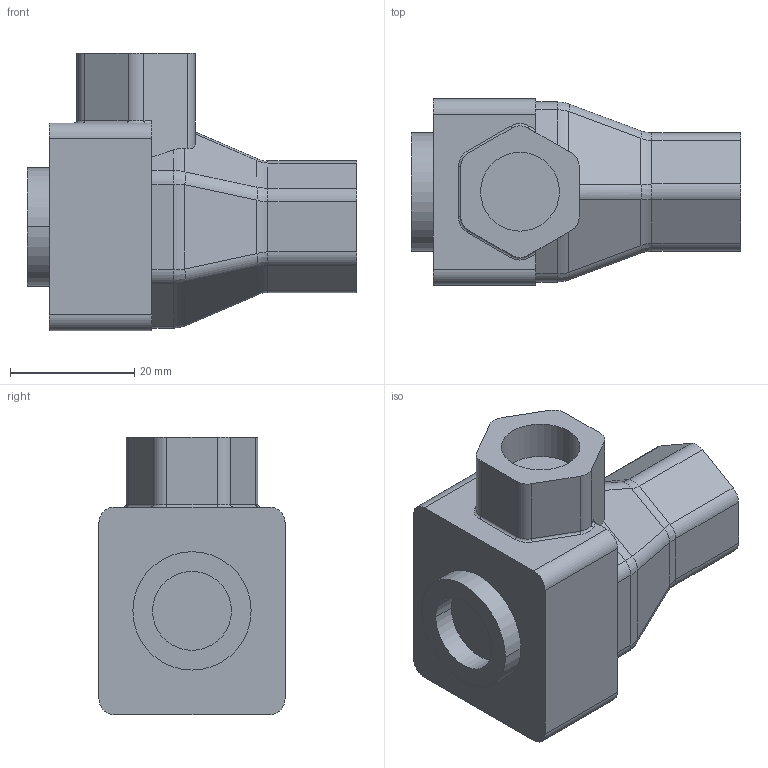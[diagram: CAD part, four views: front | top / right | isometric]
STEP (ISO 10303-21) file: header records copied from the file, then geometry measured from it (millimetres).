
FILE_DESCRIPTION((''),'2;1');
FILE_NAME('ILCP7001001','2006-11-21T',('KR'),(''),'PRO/ENGINEER BY PARAMETRIC TECHNOLOGY CORPORATION, 2005180','PRO/ENGINEER BY PARAMETRIC TECHNOLOGY CORPORATION, 2005180','');
FILE_SCHEMA(('AUTOMOTIVE_DESIGN_CC2 { 1 2 10303 214 -1 1 5 2 }'));
Length unit declared in the file: inch
Products named in the file (1): ILCP7001001
Bounding box: 53.09 x 29.97 x 44.66 mm (x, y, z)
Volume: 33861.4 mm3; surface area: 7791.6 mm2
Topology: 1 solids, 1 shells, 103 faces, 239 edges, 142 vertices
Faces by surface type: cylinder 52, plane 36, bspline 11, torus 4
Entity records: 3264 total; most frequent: CARTESIAN_POINT 853, ORIENTED_EDGE 478, DIRECTION 473, EDGE_CURVE 239, AXIS2_PLACEMENT_3D 171, VERTEX_POINT 142, VECTOR 131, LINE 131
